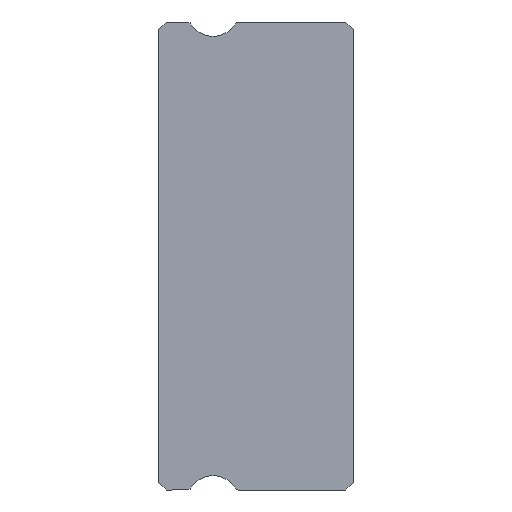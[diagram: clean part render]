
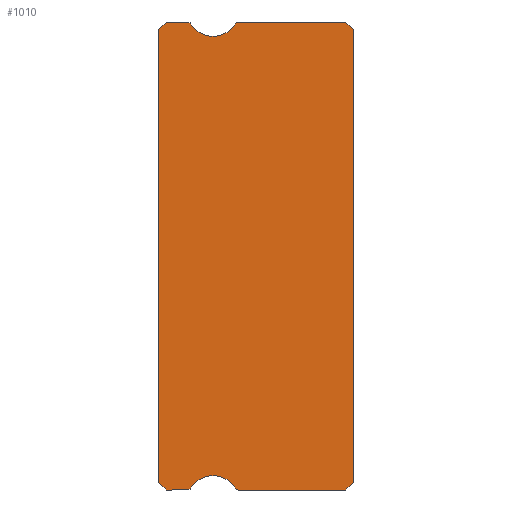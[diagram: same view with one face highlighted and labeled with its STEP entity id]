
A CAD part, left-side view. The second image highlights one B-rep face of the part: STEP entity #1010.
In plain terms, the highlighted planar face has unit normal (-1, 0, 0).
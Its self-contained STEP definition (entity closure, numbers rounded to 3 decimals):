
#18 = CARTESIAN_POINT ( 'NONE',  ( -10., 4.419, -8.85 ) ) ;
#34 = ORIENTED_EDGE ( 'NONE', *, *, #727, .T. ) ;
#38 = EDGE_LOOP ( 'NONE', ( #1765, #2139, #34, #1329, #1862, #335, #2728, #1585, #2638, #276, #289, #1320, #2144, #1285, #1416, #2391, #933 ) ) ;
#81 = VECTOR ( 'NONE', #942, 1000. ) ;
#119 = DIRECTION ( 'NONE',  ( 0., 0., -1. ) ) ;
#121 = LINE ( 'NONE', #1490, #1518 ) ;
#159 = VERTEX_POINT ( 'NONE', #631 ) ;
#211 = VECTOR ( 'NONE', #2696, 1000. ) ;
#212 = AXIS2_PLACEMENT_3D ( 'NONE', #1942, #1471, #2131 ) ;
#230 = CARTESIAN_POINT ( 'NONE',  ( -10., 5.4, 9.45 ) ) ;
#235 = DIRECTION ( 'NONE',  ( 0., 0., -1. ) ) ;
#240 = AXIS2_PLACEMENT_3D ( 'NONE', #2960, #2264, #235 ) ;
#246 = VERTEX_POINT ( 'NONE', #1357 ) ;
#259 = CIRCLE ( 'NONE', #945, 1. ) ;
#276 = ORIENTED_EDGE ( 'NONE', *, *, #751, .F. ) ;
#283 = PLANE ( 'NONE',  #212 ) ;
#289 = ORIENTED_EDGE ( 'NONE', *, *, #1874, .F. ) ;
#296 = CARTESIAN_POINT ( 'NONE',  ( -10., 4.547, 8.928 ) ) ;
#305 = EDGE_CURVE ( 'NONE', #817, #1184, #1838, .T. ) ;
#306 = AXIS2_PLACEMENT_3D ( 'NONE', #18, #1681, #2157 ) ;
#335 = ORIENTED_EDGE ( 'NONE', *, *, #1226, .F. ) ;
#367 = VECTOR ( 'NONE', #469, 1000. ) ;
#375 = CARTESIAN_POINT ( 'NONE',  ( -10., 0., -8.7 ) ) ;
#445 = EDGE_CURVE ( 'NONE', #1485, #2876, #1232, .T. ) ;
#464 = EDGE_CURVE ( 'NONE', #1223, #831, #2583, .T. ) ;
#469 = DIRECTION ( 'NONE',  ( 0., 0.707, -0.707 ) ) ;
#503 = CARTESIAN_POINT ( 'NONE',  ( -10., 4.419, -9. ) ) ;
#525 = FACE_OUTER_BOUND ( 'NONE', #38, .T. ) ;
#528 = DIRECTION ( 'NONE',  ( -1., 0., 0. ) ) ;
#531 = CIRCLE ( 'NONE', #2223, 1. ) ;
#540 = EDGE_CURVE ( 'NONE', #1485, #2161, #2086, .T. ) ;
#565 = CIRCLE ( 'NONE', #906, 1. ) ;
#570 = CARTESIAN_POINT ( 'NONE',  ( -10., 0.3, 9. ) ) ;
#580 = EDGE_CURVE ( 'NONE', #2161, #2311, #2968, .T. ) ;
#631 = CARTESIAN_POINT ( 'NONE',  ( -10., 7.2, -9. ) ) ;
#727 = EDGE_CURVE ( 'NONE', #159, #831, #121, .T. ) ;
#748 = VERTEX_POINT ( 'NONE', #1673 ) ;
#751 = EDGE_CURVE ( 'NONE', #2787, #2515, #1221, .T. ) ;
#755 = VERTEX_POINT ( 'NONE', #1946 ) ;
#763 = EDGE_CURVE ( 'NONE', #1957, #1223, #565, .T. ) ;
#807 = CARTESIAN_POINT ( 'NONE',  ( -10., 5.4, -9.45 ) ) ;
#817 = VERTEX_POINT ( 'NONE', #375 ) ;
#826 = LINE ( 'NONE', #2667, #2015 ) ;
#831 = VERTEX_POINT ( 'NONE', #2016 ) ;
#878 = CARTESIAN_POINT ( 'NONE',  ( -10., 0., 8.7 ) ) ;
#906 = AXIS2_PLACEMENT_3D ( 'NONE', #807, #528, #1445 ) ;
#918 = DIRECTION ( 'NONE',  ( 0., 0., -1. ) ) ;
#933 = ORIENTED_EDGE ( 'NONE', *, *, #580, .T. ) ;
#942 = DIRECTION ( 'NONE',  ( 0., 0.707, -0.707 ) ) ;
#945 = AXIS2_PLACEMENT_3D ( 'NONE', #230, #962, #918 ) ;
#962 = DIRECTION ( 'NONE',  ( -1., 0., 0. ) ) ;
#1010 = ADVANCED_FACE ( 'NONE', ( #525 ), #283, .F. ) ;
#1031 = DIRECTION ( 'NONE',  ( 0., -0.707, -0.707 ) ) ;
#1067 = DIRECTION ( 'NONE',  ( 0., -0.707, -0.707 ) ) ;
#1077 = DIRECTION ( 'NONE',  ( 0., 1., 0. ) ) ;
#1079 = CARTESIAN_POINT ( 'NONE',  ( -10., 6.381, -8.85 ) ) ;
#1184 = VERTEX_POINT ( 'NONE', #2452 ) ;
#1221 = LINE ( 'NONE', #2596, #2158 ) ;
#1223 = VERTEX_POINT ( 'NONE', #2112 ) ;
#1224 = CIRCLE ( 'NONE', #306, 0.15 ) ;
#1226 = EDGE_CURVE ( 'NONE', #1259, #1957, #1224, .T. ) ;
#1232 = CIRCLE ( 'NONE', #2635, 0.15 ) ;
#1259 = VERTEX_POINT ( 'NONE', #503 ) ;
#1284 = AXIS2_PLACEMENT_3D ( 'NONE', #1079, #2682, #1985 ) ;
#1285 = ORIENTED_EDGE ( 'NONE', *, *, #1750, .F. ) ;
#1311 = CARTESIAN_POINT ( 'NONE',  ( -10., 7.5, 8.7 ) ) ;
#1320 = ORIENTED_EDGE ( 'NONE', *, *, #2390, .F. ) ;
#1329 = ORIENTED_EDGE ( 'NONE', *, *, #464, .F. ) ;
#1346 = DIRECTION ( 'NONE',  ( 1., 0., 0. ) ) ;
#1357 = CARTESIAN_POINT ( 'NONE',  ( -10., 7.5, -8.7 ) ) ;
#1363 = LINE ( 'NONE', #1603, #1880 ) ;
#1416 = ORIENTED_EDGE ( 'NONE', *, *, #445, .F. ) ;
#1427 = EDGE_CURVE ( 'NONE', #817, #2515, #2472, .T. ) ;
#1445 = DIRECTION ( 'NONE',  ( 0., 0., -1. ) ) ;
#1471 = DIRECTION ( 'NONE',  ( 1., 0., 0. ) ) ;
#1485 = VERTEX_POINT ( 'NONE', #1495 ) ;
#1490 = CARTESIAN_POINT ( 'NONE',  ( -10., 6.381, -9. ) ) ;
#1495 = CARTESIAN_POINT ( 'NONE',  ( -10., 6.381, 9. ) ) ;
#1518 = VECTOR ( 'NONE', #1915, 1000. ) ;
#1547 = DIRECTION ( 'NONE',  ( 0., 0., 1. ) ) ;
#1584 = DIRECTION ( 'NONE',  ( 0., 1., 0. ) ) ;
#1585 = ORIENTED_EDGE ( 'NONE', *, *, #305, .F. ) ;
#1603 = CARTESIAN_POINT ( 'NONE',  ( -10., 7.5, 8.85 ) ) ;
#1612 = CARTESIAN_POINT ( 'NONE',  ( -10., 0., -8.7 ) ) ;
#1673 = CARTESIAN_POINT ( 'NONE',  ( -10., 5.4, 8.45 ) ) ;
#1681 = DIRECTION ( 'NONE',  ( 1., 0., 0. ) ) ;
#1750 = EDGE_CURVE ( 'NONE', #2876, #748, #259, .T. ) ;
#1765 = ORIENTED_EDGE ( 'NONE', *, *, #2350, .F. ) ;
#1777 = CARTESIAN_POINT ( 'NONE',  ( -10., 6.381, 9. ) ) ;
#1838 = LINE ( 'NONE', #1612, #367 ) ;
#1840 = CARTESIAN_POINT ( 'NONE',  ( -10., 7.2, 9. ) ) ;
#1862 = ORIENTED_EDGE ( 'NONE', *, *, #763, .F. ) ;
#1866 = EDGE_CURVE ( 'NONE', #1184, #1259, #2464, .T. ) ;
#1874 = EDGE_CURVE ( 'NONE', #755, #2787, #2935, .T. ) ;
#1880 = VECTOR ( 'NONE', #2702, 1000. ) ;
#1882 = CARTESIAN_POINT ( 'NONE',  ( -10., 7.2, 9. ) ) ;
#1909 = VECTOR ( 'NONE', #1584, 1000. ) ;
#1915 = DIRECTION ( 'NONE',  ( 0., -1., 0. ) ) ;
#1920 = EDGE_CURVE ( 'NONE', #246, #159, #826, .T. ) ;
#1942 = CARTESIAN_POINT ( 'NONE',  ( -10., 6.381, 8.85 ) ) ;
#1944 = DIRECTION ( 'NONE',  ( -1., 0., 0. ) ) ;
#1946 = CARTESIAN_POINT ( 'NONE',  ( -10., 4.419, 9. ) ) ;
#1957 = VERTEX_POINT ( 'NONE', #2313 ) ;
#1974 = CARTESIAN_POINT ( 'NONE',  ( -10., 6.381, -9. ) ) ;
#1985 = DIRECTION ( 'NONE',  ( 0., 0., -1. ) ) ;
#2015 = VECTOR ( 'NONE', #1067, 1000. ) ;
#2016 = CARTESIAN_POINT ( 'NONE',  ( -10., 6.381, -9. ) ) ;
#2086 = LINE ( 'NONE', #1840, #1909 ) ;
#2112 = CARTESIAN_POINT ( 'NONE',  ( -10., 6.253, -8.928 ) ) ;
#2130 = VERTEX_POINT ( 'NONE', #296 ) ;
#2131 = DIRECTION ( 'NONE',  ( 0., 0., -1. ) ) ;
#2139 = ORIENTED_EDGE ( 'NONE', *, *, #1920, .T. ) ;
#2144 = ORIENTED_EDGE ( 'NONE', *, *, #2554, .F. ) ;
#2157 = DIRECTION ( 'NONE',  ( 0., 0., -1. ) ) ;
#2158 = VECTOR ( 'NONE', #1031, 1000. ) ;
#2161 = VERTEX_POINT ( 'NONE', #1882 ) ;
#2215 = DIRECTION ( 'NONE',  ( 0., 0., -1. ) ) ;
#2223 = AXIS2_PLACEMENT_3D ( 'NONE', #2898, #1944, #119 ) ;
#2264 = DIRECTION ( 'NONE',  ( 1., 0., 0. ) ) ;
#2269 = CIRCLE ( 'NONE', #240, 0.15 ) ;
#2311 = VERTEX_POINT ( 'NONE', #1311 ) ;
#2313 = CARTESIAN_POINT ( 'NONE',  ( -10., 4.547, -8.928 ) ) ;
#2342 = VECTOR ( 'NONE', #1077, 1000. ) ;
#2350 = EDGE_CURVE ( 'NONE', #246, #2311, #1363, .T. ) ;
#2390 = EDGE_CURVE ( 'NONE', #2130, #755, #2269, .T. ) ;
#2391 = ORIENTED_EDGE ( 'NONE', *, *, #540, .T. ) ;
#2452 = CARTESIAN_POINT ( 'NONE',  ( -10., 0.3, -9. ) ) ;
#2464 = LINE ( 'NONE', #1974, #2342 ) ;
#2472 = LINE ( 'NONE', #878, #2534 ) ;
#2500 = CARTESIAN_POINT ( 'NONE',  ( -10., 6.253, 8.928 ) ) ;
#2515 = VERTEX_POINT ( 'NONE', #2662 ) ;
#2534 = VECTOR ( 'NONE', #1547, 1000. ) ;
#2554 = EDGE_CURVE ( 'NONE', #748, #2130, #531, .T. ) ;
#2568 = CARTESIAN_POINT ( 'NONE',  ( -10., 7.5, 8.7 ) ) ;
#2583 = CIRCLE ( 'NONE', #1284, 0.15 ) ;
#2596 = CARTESIAN_POINT ( 'NONE',  ( -10., 0.3, 9. ) ) ;
#2635 = AXIS2_PLACEMENT_3D ( 'NONE', #2727, #1346, #2215 ) ;
#2638 = ORIENTED_EDGE ( 'NONE', *, *, #1427, .T. ) ;
#2662 = CARTESIAN_POINT ( 'NONE',  ( -10., 0., 8.7 ) ) ;
#2667 = CARTESIAN_POINT ( 'NONE',  ( -10., 7.2, -9. ) ) ;
#2682 = DIRECTION ( 'NONE',  ( 1., 0., 0. ) ) ;
#2696 = DIRECTION ( 'NONE',  ( 0., -1., 0. ) ) ;
#2702 = DIRECTION ( 'NONE',  ( 0., 0., 1. ) ) ;
#2727 = CARTESIAN_POINT ( 'NONE',  ( -10., 6.381, 8.85 ) ) ;
#2728 = ORIENTED_EDGE ( 'NONE', *, *, #1866, .F. ) ;
#2787 = VERTEX_POINT ( 'NONE', #570 ) ;
#2876 = VERTEX_POINT ( 'NONE', #2500 ) ;
#2898 = CARTESIAN_POINT ( 'NONE',  ( -10., 5.4, 9.45 ) ) ;
#2935 = LINE ( 'NONE', #1777, #211 ) ;
#2960 = CARTESIAN_POINT ( 'NONE',  ( -10., 4.419, 8.85 ) ) ;
#2968 = LINE ( 'NONE', #2568, #81 ) ;
